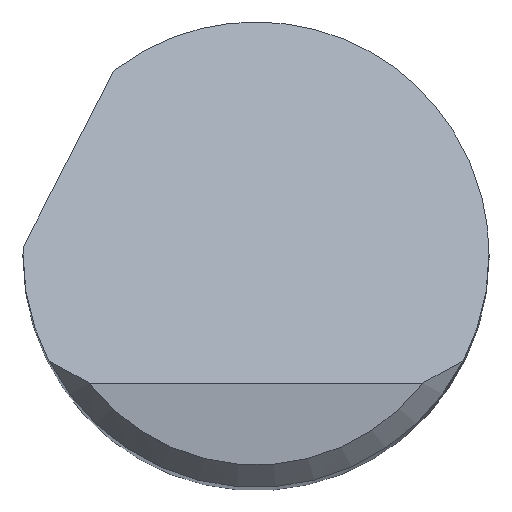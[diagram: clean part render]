
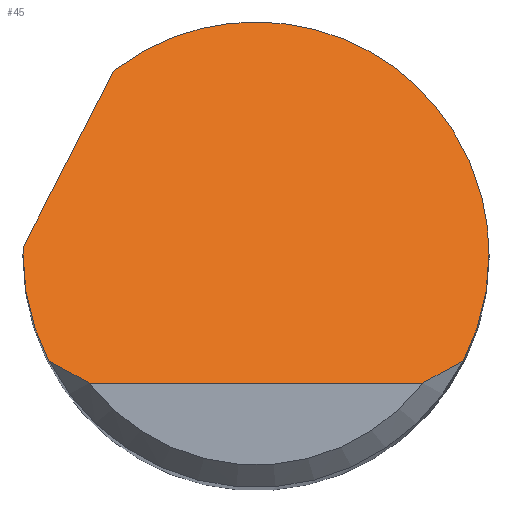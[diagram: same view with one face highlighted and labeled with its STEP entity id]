
A CAD part, top view. The second image highlights one B-rep face of the part: STEP entity #45.
In plain terms, the highlighted planar face has unit normal (0, 0.707, 0.707).
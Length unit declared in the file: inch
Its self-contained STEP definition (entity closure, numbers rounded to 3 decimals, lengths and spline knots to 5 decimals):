
#10 = VERTEX_POINT ( 'NONE', #170 ) ;
#38 = CARTESIAN_POINT ( 'NONE',  ( 0.13035, -0.07657, 1.99032 ) ) ;
#41 = VECTOR ( 'NONE', #644, 39.37008 ) ;
#45 = ADVANCED_FACE ( 'NONE', ( #720 ), #286, .F. ) ;
#82 = CARTESIAN_POINT ( 'NONE',  ( -0.15041, -0.04909, 1.96284 ) ) ;
#83 = LINE ( 'NONE', #214, #41 ) ;
#95 = CARTESIAN_POINT ( 'NONE',  ( 0.15625, 0., 1.91375 ) ) ;
#97 = LINE ( 'NONE', #522, #743 ) ;
#109 = ORIENTED_EDGE ( 'NONE', *, *, #598, .F. ) ;
#124 =( BOUNDED_CURVE ( )  B_SPLINE_CURVE ( 3, ( #260, #748, #695, #143 ),
 .UNSPECIFIED., .F., .F. ) 
 B_SPLINE_CURVE_WITH_KNOTS ( ( 4, 4 ),
 ( 1.5708, 2.04429 ),
 .UNSPECIFIED. ) 
 CURVE ( )  GEOMETRIC_REPRESENTATION_ITEM ( )  RATIONAL_B_SPLINE_CURVE ( ( 1., 0.981, 0.981, 1. ) ) 
 REPRESENTATION_ITEM ( '' )  );
#143 = CARTESIAN_POINT ( 'NONE',  ( 0.13906, -0.07125, 1.985 ) ) ;
#149 = CARTESIAN_POINT ( 'NONE',  ( 0.15625, 0.1488, 1.76495 ) ) ;
#154 = CARTESIAN_POINT ( 'NONE',  ( 0.13906, -0.07125, 1.985 ) ) ;
#170 = CARTESIAN_POINT ( 'NONE',  ( -0.11186, -0.08625, 2. ) ) ;
#171 = CARTESIAN_POINT ( 'NONE',  ( 0.15625, 0., 1.91375 ) ) ;
#200 = CARTESIAN_POINT ( 'NONE',  ( -0.13906, -0.07125, 1.985 ) ) ;
#214 = CARTESIAN_POINT ( 'NONE',  ( -0.19753, -0.07567, 1.98942 ) ) ;
#215 = CARTESIAN_POINT ( 'NONE',  ( 0.13906, -0.07125, 1.985 ) ) ;
#229 = VERTEX_POINT ( 'NONE', #678 ) ;
#240 = VERTEX_POINT ( 'NONE', #671 ) ;
#259 = ORIENTED_EDGE ( 'NONE', *, *, #364, .F. ) ;
#260 = CARTESIAN_POINT ( 'NONE',  ( 0.15625, 0., 1.91375 ) ) ;
#263 = EDGE_CURVE ( 'NONE', #240, #229, #83, .T. ) ;
#265 = CARTESIAN_POINT ( 'NONE',  ( -0.13906, -0.07125, 1.985 ) ) ;
#286 = PLANE ( 'NONE',  #586 ) ;
#295 = EDGE_CURVE ( 'NONE', #761, #567, #538, .T. ) ;
#315 = VERTEX_POINT ( 'NONE', #265 ) ;
#317 = CARTESIAN_POINT ( 'NONE',  ( -0.15625, 0.00167, 1.91208 ) ) ;
#324 = CARTESIAN_POINT ( 'NONE',  ( 0.11186, -0.08625, 2. ) ) ;
#364 = EDGE_CURVE ( 'NONE', #415, #567, #124, .T. ) ;
#366 = B_SPLINE_CURVE_WITH_KNOTS ( 'NONE', 3,
 ( #462, #714, #587, #648 ),
 .UNSPECIFIED., .F., .F.,
 ( 4, 4 ),
 ( 0., 0.00088 ),
 .UNSPECIFIED. ) ;
#373 = VERTEX_POINT ( 'NONE', #445 ) ;
#383 = CARTESIAN_POINT ( 'NONE',  ( 0.12131, -0.0816, 1.99535 ) ) ;
#393 = CARTESIAN_POINT ( 'NONE',  ( -0.15625, 0., 1.91375 ) ) ;
#398 = CARTESIAN_POINT ( 'NONE',  ( 0.02277, 0.21456, 1.69919 ) ) ;
#405 = EDGE_CURVE ( 'NONE', #315, #10, #366, .T. ) ;
#414 = DIRECTION ( 'NONE',  ( 0., 0.707, -0.707 ) ) ;
#415 = VERTEX_POINT ( 'NONE', #171 ) ;
#445 = CARTESIAN_POINT ( 'NONE',  ( -0.15625, 0., 1.91375 ) ) ;
#457 = CARTESIAN_POINT ( 'NONE',  ( -0.15625, 0., 1.91375 ) ) ;
#462 = CARTESIAN_POINT ( 'NONE',  ( -0.13906, -0.07125, 1.985 ) ) ;
#472 =( BOUNDED_CURVE ( )  B_SPLINE_CURVE ( 3, ( #200, #82, #626, #457 ),
 .UNSPECIFIED., .F., .F. ) 
 B_SPLINE_CURVE_WITH_KNOTS ( ( 4, 4 ),
 ( 4.23889, 4.71239 ),
 .UNSPECIFIED. ) 
 CURVE ( )  GEOMETRIC_REPRESENTATION_ITEM ( )  RATIONAL_B_SPLINE_CURVE ( ( 1., 0.981, 0.981, 1. ) ) 
 REPRESENTATION_ITEM ( '' )  );
#476 = DIRECTION ( 'NONE',  ( 0., -0.707, -0.707 ) ) ;
#502 = EDGE_LOOP ( 'NONE', ( #724, #747, #259, #109, #582, #727, #672, #515 ) ) ;
#504 = CARTESIAN_POINT ( 'NONE',  ( -0.15617, 0.005, 1.90875 ) ) ;
#515 = ORIENTED_EDGE ( 'NONE', *, *, #405, .T. ) ;
#522 = CARTESIAN_POINT ( 'NONE',  ( 0., -0.08625, 2. ) ) ;
#527 = DIRECTION ( 'NONE',  ( 1., 0., 0. ) ) ;
#538 = B_SPLINE_CURVE_WITH_KNOTS ( 'NONE', 3,
 ( #324, #383, #38, #154 ),
 .UNSPECIFIED., .F., .F.,
 ( 4, 4 ),
 ( 0., 0.00088 ),
 .UNSPECIFIED. ) ;
#567 = VERTEX_POINT ( 'NONE', #215 ) ;
#568 = EDGE_CURVE ( 'NONE', #373, #240, #643, .T. ) ;
#574 = CARTESIAN_POINT ( 'NONE',  ( -0.09521, 0.12389, 1.78986 ) ) ;
#578 = CARTESIAN_POINT ( 'NONE',  ( 0.11186, -0.08625, 2. ) ) ;
#582 = ORIENTED_EDGE ( 'NONE', *, *, #263, .F. ) ;
#586 = AXIS2_PLACEMENT_3D ( 'NONE', #653, #476, #414 ) ;
#587 = CARTESIAN_POINT ( 'NONE',  ( -0.12131, -0.0816, 1.99535 ) ) ;
#598 = EDGE_CURVE ( 'NONE', #229, #415, #607, .T. ) ;
#607 =( BOUNDED_CURVE ( )  B_SPLINE_CURVE ( 3, ( #574, #398, #149, #95 ),
 .UNSPECIFIED., .F., .F. ) 
 B_SPLINE_CURVE_WITH_KNOTS ( ( 4, 4 ),
 ( 5.62792, 7.85398 ),
 .UNSPECIFIED. ) 
 CURVE ( )  GEOMETRIC_REPRESENTATION_ITEM ( )  RATIONAL_B_SPLINE_CURVE ( ( 1., 0.628, 0.628, 1. ) ) 
 REPRESENTATION_ITEM ( '' )  );
#626 = CARTESIAN_POINT ( 'NONE',  ( -0.15625, -0.02489, 1.93864 ) ) ;
#641 = CARTESIAN_POINT ( 'NONE',  ( -0.15622, 0.00333, 1.91042 ) ) ;
#643 =( BOUNDED_CURVE ( )  B_SPLINE_CURVE ( 3, ( #393, #317, #641, #504 ),
 .UNSPECIFIED., .F., .F. ) 
 B_SPLINE_CURVE_WITH_KNOTS ( ( 4, 4 ),
 ( 4.71239, 4.74439 ),
 .UNSPECIFIED. ) 
 CURVE ( )  GEOMETRIC_REPRESENTATION_ITEM ( )  RATIONAL_B_SPLINE_CURVE ( ( 1., 1., 1., 1. ) ) 
 REPRESENTATION_ITEM ( '' )  );
#644 = DIRECTION ( 'NONE',  ( 0.341, 0.665, -0.665 ) ) ;
#648 = CARTESIAN_POINT ( 'NONE',  ( -0.11186, -0.08625, 2. ) ) ;
#653 = CARTESIAN_POINT ( 'NONE',  ( -0.15625, -0.08625, 2. ) ) ;
#671 = CARTESIAN_POINT ( 'NONE',  ( -0.15617, 0.005, 1.90875 ) ) ;
#672 = ORIENTED_EDGE ( 'NONE', *, *, #708, .F. ) ;
#678 = CARTESIAN_POINT ( 'NONE',  ( -0.09521, 0.12389, 1.78986 ) ) ;
#695 = CARTESIAN_POINT ( 'NONE',  ( 0.15041, -0.04909, 1.96284 ) ) ;
#708 = EDGE_CURVE ( 'NONE', #315, #373, #472, .T. ) ;
#714 = CARTESIAN_POINT ( 'NONE',  ( -0.13035, -0.07657, 1.99032 ) ) ;
#717 = EDGE_CURVE ( 'NONE', #10, #761, #97, .T. ) ;
#720 = FACE_OUTER_BOUND ( 'NONE', #502, .T. ) ;
#724 = ORIENTED_EDGE ( 'NONE', *, *, #717, .T. ) ;
#727 = ORIENTED_EDGE ( 'NONE', *, *, #568, .F. ) ;
#743 = VECTOR ( 'NONE', #527, 39.37008 ) ;
#747 = ORIENTED_EDGE ( 'NONE', *, *, #295, .T. ) ;
#748 = CARTESIAN_POINT ( 'NONE',  ( 0.15625, -0.02489, 1.93864 ) ) ;
#761 = VERTEX_POINT ( 'NONE', #578 ) ;
